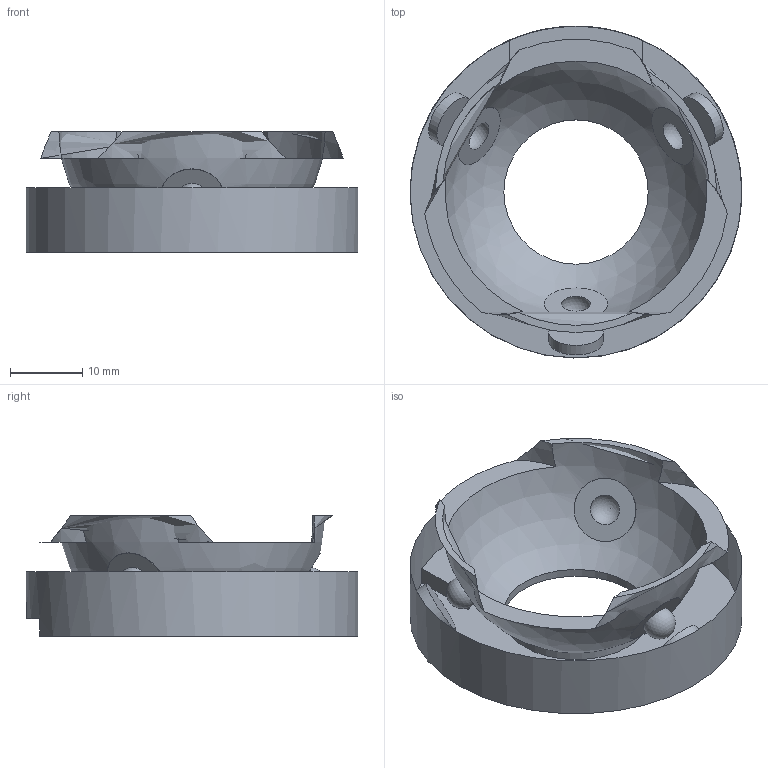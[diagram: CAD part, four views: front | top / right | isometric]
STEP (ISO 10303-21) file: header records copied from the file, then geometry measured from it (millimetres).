
FILE_DESCRIPTION(/* description */ (''),/* implementation_level */ '2;1');
FILE_NAME(/* name */ 'trackball-housing-trimmed-with-BTU.step',/* time_stamp */ '2022-11-09T00:21:59-08:00',/* author */ (''),/* organization */ (''),/* preprocessor_version */ 'ST-DEVELOPER v19.2',/* originating_system */ 'Autodesk Translation Framework v11.17.0.187',/* authorisation */ '');
FILE_SCHEMA (('AUTOMOTIVE_DESIGN { 1 0 10303 214 3 1 1 }'));
Length unit declared in the file: millimetre
Products named in the file (1): FusionComponent
Bounding box: 46 x 46 x 16.7 mm (x, y, z)
Volume: 11671.7 mm3; surface area: 6010.1 mm2
Topology: 1 solids, 4 shells, 41 faces, 91 edges, 60 vertices
Faces by surface type: plane 21, cylinder 15, sphere 4, cone 1
Full cylindrical faces by diameter (mm): 7.5 x3, 8.8 x3, 20 x1, 46 x1
Entity records: 1209 total; most frequent: CARTESIAN_POINT 238, DIRECTION 213, ORIENTED_EDGE 176, AXIS2_PLACEMENT_3D 95, EDGE_CURVE 88, VERTEX_POINT 60, CIRCLE 53, EDGE_LOOP 48
